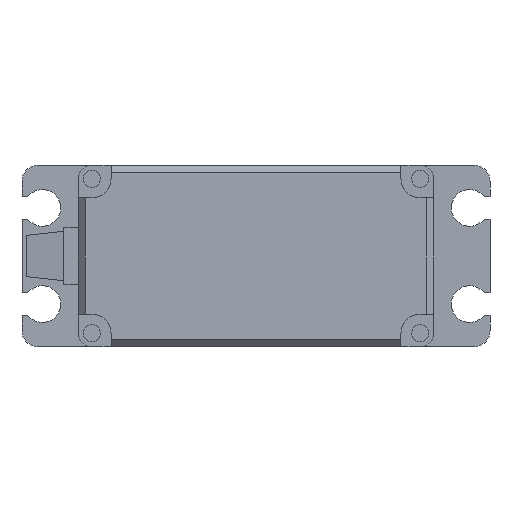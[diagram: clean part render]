
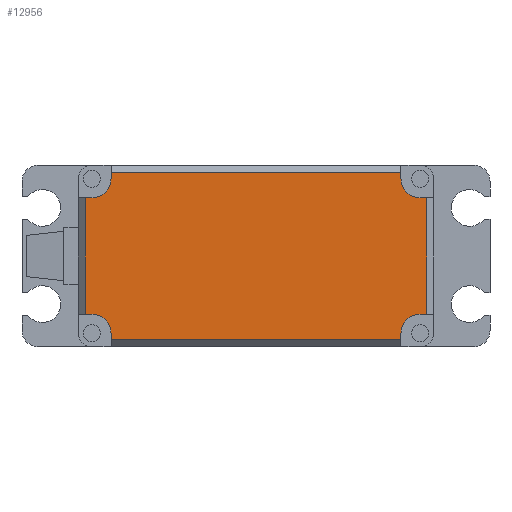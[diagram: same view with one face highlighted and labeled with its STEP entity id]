
A CAD part, front view. The second image highlights one B-rep face of the part: STEP entity #12956.
In plain terms, the highlighted planar face has unit normal (0, -1, 0).
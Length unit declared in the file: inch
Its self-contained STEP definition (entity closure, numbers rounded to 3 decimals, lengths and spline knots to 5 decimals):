
#55 = CIRCLE ( 'NONE', #9364, 0.093 ) ;
#57 = CARTESIAN_POINT ( 'NONE',  ( -0.282, 0., 0.375 ) ) ;
#377 = DIRECTION ( 'NONE',  ( -1., 0., 0. ) ) ;
#410 = ORIENTED_EDGE ( 'NONE', *, *, #1566, .F. ) ;
#435 = EDGE_CURVE ( 'NONE', #4210, #10394, #11310, .T. ) ;
#436 = CARTESIAN_POINT ( 'NONE',  ( 1.248, 0., 0.282 ) ) ;
#568 = CARTESIAN_POINT ( 'NONE',  ( -0.406, 0., -0.282 ) ) ;
#816 = EDGE_CURVE ( 'NONE', #6197, #10671, #891, .T. ) ;
#836 = CARTESIAN_POINT ( 'NONE',  ( 1.217, 0., 0.282 ) ) ;
#880 = ORIENTED_EDGE ( 'NONE', *, *, #8287, .T. ) ;
#891 = LINE ( 'NONE', #10083, #11977 ) ;
#951 = AXIS2_PLACEMENT_3D ( 'NONE', #5231, #12776, #6317 ) ;
#952 = CARTESIAN_POINT ( 'NONE',  ( -0.282, 0., -0.406 ) ) ;
#1059 = FACE_OUTER_BOUND ( 'NONE', #2833, .T. ) ;
#1416 = ORIENTED_EDGE ( 'NONE', *, *, #4822, .F. ) ;
#1434 = EDGE_CURVE ( 'NONE', #6197, #10394, #10128, .T. ) ;
#1530 = LINE ( 'NONE', #13653, #9786 ) ;
#1541 = VECTOR ( 'NONE', #7121, 39.37008 ) ;
#1566 = EDGE_CURVE ( 'NONE', #10671, #8098, #2711, .T. ) ;
#1627 = CARTESIAN_POINT ( 'NONE',  ( -0.282, 0., -0.375 ) ) ;
#1646 = ORIENTED_EDGE ( 'NONE', *, *, #5627, .F. ) ;
#1649 = LINE ( 'NONE', #2149, #9901 ) ;
#1668 = VERTEX_POINT ( 'NONE', #3282 ) ;
#1854 = VERTEX_POINT ( 'NONE', #2525 ) ;
#1966 = DIRECTION ( 'NONE',  ( 0., -1., 0. ) ) ;
#2034 = CARTESIAN_POINT ( 'NONE',  ( -0.375, 0., -0.282 ) ) ;
#2091 = LINE ( 'NONE', #57, #13223 ) ;
#2126 = CARTESIAN_POINT ( 'NONE',  ( -0.406, 0., 0.282 ) ) ;
#2149 = CARTESIAN_POINT ( 'NONE',  ( 1.217, 0., -0.282 ) ) ;
#2209 = DIRECTION ( 'NONE',  ( 0., 0., -1. ) ) ;
#2263 = VECTOR ( 'NONE', #8076, 39.37008 ) ;
#2290 = DIRECTION ( 'NONE',  ( -1., 0., 0. ) ) ;
#2377 = CARTESIAN_POINT ( 'NONE',  ( -0.406, 0., -0.282 ) ) ;
#2525 = CARTESIAN_POINT ( 'NONE',  ( 1.124, 0., 0.375 ) ) ;
#2711 = CIRCLE ( 'NONE', #951, 0.093 ) ;
#2774 = CARTESIAN_POINT ( 'NONE',  ( 1.124, 0., -0.406 ) ) ;
#2833 = EDGE_LOOP ( 'NONE', ( #9578, #9572, #10141, #6539, #7933, #10263, #1646, #1416, #12724, #880, #3704, #10020, #3191, #8215, #10715, #410 ) ) ;
#2973 = EDGE_CURVE ( 'NONE', #8126, #10542, #2091, .T. ) ;
#3061 = CIRCLE ( 'NONE', #13974, 0.093 ) ;
#3191 = ORIENTED_EDGE ( 'NONE', *, *, #7162, .F. ) ;
#3282 = CARTESIAN_POINT ( 'NONE',  ( -0.375, 0., 0.282 ) ) ;
#3414 = VERTEX_POINT ( 'NONE', #11885 ) ;
#3553 = CARTESIAN_POINT ( 'NONE',  ( -0.375, 0., -0.282 ) ) ;
#3704 = ORIENTED_EDGE ( 'NONE', *, *, #2973, .F. ) ;
#4125 = CARTESIAN_POINT ( 'NONE',  ( 1.124, 0., 0.375 ) ) ;
#4210 = VERTEX_POINT ( 'NONE', #5518 ) ;
#4217 = AXIS2_PLACEMENT_3D ( 'NONE', #8433, #1966, #9519 ) ;
#4609 = DIRECTION ( 'NONE',  ( 0., -1., 0. ) ) ;
#4822 = EDGE_CURVE ( 'NONE', #1854, #8021, #3061, .T. ) ;
#4839 = VERTEX_POINT ( 'NONE', #7811 ) ;
#5019 = DIRECTION ( 'NONE',  ( 0., -1., 0. ) ) ;
#5071 = EDGE_CURVE ( 'NONE', #1668, #8126, #55, .T. ) ;
#5203 = DIRECTION ( 'NONE',  ( 0., 0., -1. ) ) ;
#5231 = CARTESIAN_POINT ( 'NONE',  ( -0.375, 0., -0.375 ) ) ;
#5315 = CARTESIAN_POINT ( 'NONE',  ( -0.375, 0., 0.282 ) ) ;
#5460 = CARTESIAN_POINT ( 'NONE',  ( 1.124, 0., -0.375 ) ) ;
#5482 = DIRECTION ( 'NONE',  ( 0., -1., 0. ) ) ;
#5518 = CARTESIAN_POINT ( 'NONE',  ( 1.124, 0., -0.375 ) ) ;
#5580 = VECTOR ( 'NONE', #2209, 39.37008 ) ;
#5627 = EDGE_CURVE ( 'NONE', #8021, #12537, #1530, .T. ) ;
#5793 = VECTOR ( 'NONE', #377, 39.37008 ) ;
#6188 = EDGE_CURVE ( 'NONE', #4839, #1854, #8431, .T. ) ;
#6197 = VERTEX_POINT ( 'NONE', #952 ) ;
#6286 = VERTEX_POINT ( 'NONE', #2126 ) ;
#6317 = DIRECTION ( 'NONE',  ( 0., 0., 1. ) ) ;
#6445 = CARTESIAN_POINT ( 'NONE',  ( 1.124, 0., -0.406 ) ) ;
#6539 = ORIENTED_EDGE ( 'NONE', *, *, #13588, .F. ) ;
#6888 = DIRECTION ( 'NONE',  ( 0., 0., 1. ) ) ;
#6932 = LINE ( 'NONE', #8495, #12317 ) ;
#7121 = DIRECTION ( 'NONE',  ( 1., 0., 0. ) ) ;
#7162 = EDGE_CURVE ( 'NONE', #6286, #1668, #8041, .T. ) ;
#7185 = AXIS2_PLACEMENT_3D ( 'NONE', #11928, #5482, #13037 ) ;
#7205 = EDGE_CURVE ( 'NONE', #9060, #3414, #1649, .T. ) ;
#7259 = CIRCLE ( 'NONE', #4217, 0.093 ) ;
#7563 = DIRECTION ( 'NONE',  ( 0., 0., 1. ) ) ;
#7811 = CARTESIAN_POINT ( 'NONE',  ( 1.124, 0., 0.406 ) ) ;
#7933 = ORIENTED_EDGE ( 'NONE', *, *, #7205, .F. ) ;
#8021 = VERTEX_POINT ( 'NONE', #836 ) ;
#8041 = LINE ( 'NONE', #5315, #13802 ) ;
#8076 = DIRECTION ( 'NONE',  ( 0., 0., -1. ) ) ;
#8098 = VERTEX_POINT ( 'NONE', #2034 ) ;
#8126 = VERTEX_POINT ( 'NONE', #12840 ) ;
#8215 = ORIENTED_EDGE ( 'NONE', *, *, #10668, .T. ) ;
#8228 = CARTESIAN_POINT ( 'NONE',  ( 1.248, 0., -0.282 ) ) ;
#8287 = EDGE_CURVE ( 'NONE', #4839, #10542, #8415, .T. ) ;
#8415 = LINE ( 'NONE', #9853, #11257 ) ;
#8431 = LINE ( 'NONE', #4125, #10924 ) ;
#8433 = CARTESIAN_POINT ( 'NONE',  ( 1.217, 0., -0.375 ) ) ;
#8495 = CARTESIAN_POINT ( 'NONE',  ( 1.248, 0., 0.282 ) ) ;
#8794 = VERTEX_POINT ( 'NONE', #2377 ) ;
#9060 = VERTEX_POINT ( 'NONE', #8228 ) ;
#9364 = AXIS2_PLACEMENT_3D ( 'NONE', #11467, #5019, #12582 ) ;
#9519 = DIRECTION ( 'NONE',  ( 0., 0., -1. ) ) ;
#9572 = ORIENTED_EDGE ( 'NONE', *, *, #1434, .T. ) ;
#9578 = ORIENTED_EDGE ( 'NONE', *, *, #816, .F. ) ;
#9661 = DIRECTION ( 'NONE',  ( -1., 0., 0. ) ) ;
#9786 = VECTOR ( 'NONE', #10386, 39.37008 ) ;
#9853 = CARTESIAN_POINT ( 'NONE',  ( -0.282, 0., 0.406 ) ) ;
#9901 = VECTOR ( 'NONE', #9661, 39.37008 ) ;
#10020 = ORIENTED_EDGE ( 'NONE', *, *, #5071, .F. ) ;
#10083 = CARTESIAN_POINT ( 'NONE',  ( -0.282, 0., -0.375 ) ) ;
#10128 = LINE ( 'NONE', #2774, #1541 ) ;
#10141 = ORIENTED_EDGE ( 'NONE', *, *, #435, .F. ) ;
#10263 = ORIENTED_EDGE ( 'NONE', *, *, #13137, .T. ) ;
#10386 = DIRECTION ( 'NONE',  ( 1., 0., 0. ) ) ;
#10394 = VERTEX_POINT ( 'NONE', #6445 ) ;
#10542 = VERTEX_POINT ( 'NONE', #11032 ) ;
#10567 = EDGE_CURVE ( 'NONE', #8098, #8794, #11876, .T. ) ;
#10668 = EDGE_CURVE ( 'NONE', #6286, #8794, #13405, .T. ) ;
#10671 = VERTEX_POINT ( 'NONE', #1627 ) ;
#10715 = ORIENTED_EDGE ( 'NONE', *, *, #10567, .F. ) ;
#10850 = PLANE ( 'NONE',  #7185 ) ;
#10924 = VECTOR ( 'NONE', #5203, 39.37008 ) ;
#11032 = CARTESIAN_POINT ( 'NONE',  ( -0.282, 0., 0.406 ) ) ;
#11040 = CARTESIAN_POINT ( 'NONE',  ( 1.217, 0., 0.375 ) ) ;
#11257 = VECTOR ( 'NONE', #2290, 39.37008 ) ;
#11310 = LINE ( 'NONE', #5460, #5580 ) ;
#11467 = CARTESIAN_POINT ( 'NONE',  ( -0.375, 0., 0.375 ) ) ;
#11726 = DIRECTION ( 'NONE',  ( 0., 0., 1. ) ) ;
#11876 = LINE ( 'NONE', #3553, #5793 ) ;
#11885 = CARTESIAN_POINT ( 'NONE',  ( 1.217, 0., -0.282 ) ) ;
#11928 = CARTESIAN_POINT ( 'NONE',  ( 1.283, 0., 0.441 ) ) ;
#11977 = VECTOR ( 'NONE', #6888, 39.37008 ) ;
#12150 = DIRECTION ( 'NONE',  ( 0., 0., 1. ) ) ;
#12317 = VECTOR ( 'NONE', #11726, 39.37008 ) ;
#12537 = VERTEX_POINT ( 'NONE', #436 ) ;
#12582 = DIRECTION ( 'NONE',  ( 0., 0., -1. ) ) ;
#12724 = ORIENTED_EDGE ( 'NONE', *, *, #6188, .F. ) ;
#12776 = DIRECTION ( 'NONE',  ( 0., -1., 0. ) ) ;
#12840 = CARTESIAN_POINT ( 'NONE',  ( -0.282, 0., 0.375 ) ) ;
#12870 = DIRECTION ( 'NONE',  ( 1., 0., 0. ) ) ;
#12956 = ADVANCED_FACE ( 'NONE', ( #1059 ), #10850, .T. ) ;
#13037 = DIRECTION ( 'NONE',  ( 0., 0., 1. ) ) ;
#13137 = EDGE_CURVE ( 'NONE', #9060, #12537, #6932, .T. ) ;
#13223 = VECTOR ( 'NONE', #7563, 39.37008 ) ;
#13405 = LINE ( 'NONE', #568, #2263 ) ;
#13588 = EDGE_CURVE ( 'NONE', #3414, #4210, #7259, .T. ) ;
#13653 = CARTESIAN_POINT ( 'NONE',  ( 1.217, 0., 0.282 ) ) ;
#13802 = VECTOR ( 'NONE', #12870, 39.37008 ) ;
#13974 = AXIS2_PLACEMENT_3D ( 'NONE', #11040, #4609, #12150 ) ;
